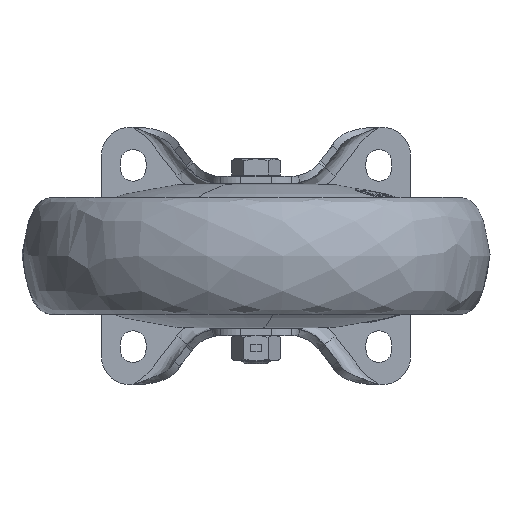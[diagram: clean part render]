
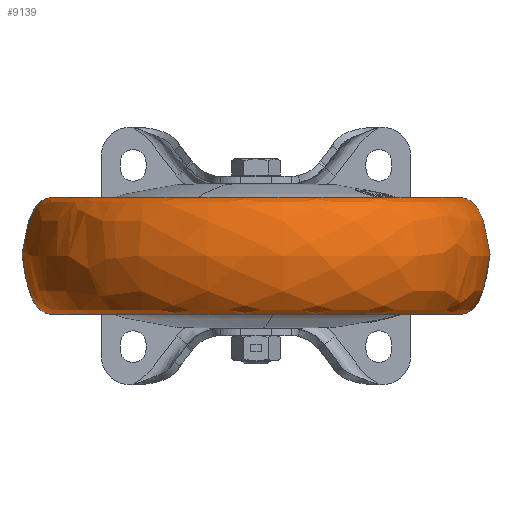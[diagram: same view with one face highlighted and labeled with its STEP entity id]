
A CAD part, front view. The second image highlights one B-rep face of the part: STEP entity #9139.
In plain terms, the highlighted free-form (B-spline) face has degree [3, 3] with [4, 4] control points.
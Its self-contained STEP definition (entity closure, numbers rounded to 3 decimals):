
#25 = CARTESIAN_POINT ( 'NONE',  ( 86.896, -124.735, -120.118 ) ) ;
#392 = CARTESIAN_POINT ( 'NONE',  ( 138.119, -345.249, -70.118 ) ) ;
#627 = CARTESIAN_POINT ( 'NONE',  ( 0., -135., -70.118 ) ) ;
#801 = AXIS2_PLACEMENT_3D ( 'NONE', #627, #20215, #14554 ) ;
#2116 = CARTESIAN_POINT ( 'NONE',  ( -86.896, -145.265, -70.118 ) ) ;
#2745 = CARTESIAN_POINT ( 'NONE',  ( -66.366, -319.057, -120.118 ) ) ;
#2919 = FACE_OUTER_BOUND ( 'NONE', #11292, .T. ) ;
#3094 = CARTESIAN_POINT ( 'NONE',  ( 107.426, -298.527, -120.118 ) ) ;
#3204 = ORIENTED_EDGE ( 'NONE', *, *, #32931, .T. ) ;
#3405 = DIRECTION ( 'NONE',  ( 0., 0., 1. ) ) ;
#4744 =( BOUNDED_SURFACE ( )  B_SPLINE_SURFACE ( 3, 3, ( 
 ( #8029, #2745, #3094, #25 ),
 ( #19796, #19090, #5280, #22184 ),
 ( #11072, #14152, #392, #19443 ),
 ( #25245, #6010, #11426, #22545 ) ),
 .UNSPECIFIED., .F., .F., .T. ) 
 B_SPLINE_SURFACE_WITH_KNOTS ( ( 4, 4 ),
 ( 4, 4 ),
 ( 0., 1. ),
 ( 0., 1. ),
 .UNSPECIFIED. ) 
 GEOMETRIC_REPRESENTATION_ITEM ( )  RATIONAL_B_SPLINE_SURFACE ( (
 ( 1., 0.333, 0.333, 1.),
 ( 0.333, 0.111, 0.111, 0.333),
 ( 0.333, 0.111, 0.111, 0.333),
 ( 1., 0.333, 0.333, 1.) ) ) 
 REPRESENTATION_ITEM ( '' )  SURFACE ( )  );
#5280 = CARTESIAN_POINT ( 'NONE',  ( 138.119, -345.249, -120.118 ) ) ;
#6010 = CARTESIAN_POINT ( 'NONE',  ( -66.366, -319.057, -70.118 ) ) ;
#7040 = VERTEX_POINT ( 'NONE', #20223 ) ;
#7112 = ORIENTED_EDGE ( 'NONE', *, *, #26391, .F. ) ;
#7435 = CARTESIAN_POINT ( 'NONE',  ( 111.723, -121.802, -120.118 ) ) ;
#8029 = CARTESIAN_POINT ( 'NONE',  ( -86.896, -145.265, -120.118 ) ) ;
#9139 = ADVANCED_FACE ( 'NONE', ( #2919 ), #4744, .F. ) ;
#11072 = CARTESIAN_POINT ( 'NONE',  ( -111.723, -148.198, -70.118 ) ) ;
#11264 = CARTESIAN_POINT ( 'NONE',  ( 86.896, -124.735, -120.118 ) ) ;
#11292 = EDGE_LOOP ( 'NONE', ( #19872, #35127, #3204, #7112 ) ) ;
#11426 = CARTESIAN_POINT ( 'NONE',  ( 107.426, -298.527, -70.118 ) ) ;
#12144 = EDGE_CURVE ( 'NONE', #7040, #12628, #28430, .T. ) ;
#12161 = AXIS2_PLACEMENT_3D ( 'NONE', #14463, #3405, #19753 ) ;
#12628 = VERTEX_POINT ( 'NONE', #13598 ) ;
#13225 = CARTESIAN_POINT ( 'NONE',  ( 111.723, -121.802, -70.118 ) ) ;
#13598 = CARTESIAN_POINT ( 'NONE',  ( -86.896, -145.265, -70.118 ) ) ;
#14152 = CARTESIAN_POINT ( 'NONE',  ( -85.328, -371.644, -70.118 ) ) ;
#14463 = CARTESIAN_POINT ( 'NONE',  ( 0., -135., -120.118 ) ) ;
#14554 = DIRECTION ( 'NONE',  ( 0.993, 0.117, 0. ) ) ;
#17485 = VERTEX_POINT ( 'NONE', #33955 ) ;
#18626 = CARTESIAN_POINT ( 'NONE',  ( -111.723, -148.198, -120.118 ) ) ;
#19090 = CARTESIAN_POINT ( 'NONE',  ( -85.328, -371.644, -120.118 ) ) ;
#19443 = CARTESIAN_POINT ( 'NONE',  ( 111.723, -121.802, -70.118 ) ) ;
#19753 = DIRECTION ( 'NONE',  ( 0.993, 0.117, 0. ) ) ;
#19796 = CARTESIAN_POINT ( 'NONE',  ( -111.723, -148.198, -120.118 ) ) ;
#19872 = ORIENTED_EDGE ( 'NONE', *, *, #12144, .F. ) ;
#20215 = DIRECTION ( 'NONE',  ( 0., 0., 1. ) ) ;
#20223 = CARTESIAN_POINT ( 'NONE',  ( -86.896, -145.265, -120.118 ) ) ;
#20354 =( BOUNDED_CURVE ( )  B_SPLINE_CURVE ( 3, ( #30298, #7435, #13225, #32671 ),
 .UNSPECIFIED., .F., .T. ) 
 B_SPLINE_CURVE_WITH_KNOTS ( ( 4, 4 ),
 ( 0., 3.142 ),
 .UNSPECIFIED. ) 
 CURVE ( )  GEOMETRIC_REPRESENTATION_ITEM ( )  RATIONAL_B_SPLINE_CURVE ( ( 1., 0.333, 0.333, 1. ) ) 
 REPRESENTATION_ITEM ( '' )  );
#22184 = CARTESIAN_POINT ( 'NONE',  ( 111.723, -121.802, -120.118 ) ) ;
#22545 = CARTESIAN_POINT ( 'NONE',  ( 86.896, -124.735, -70.118 ) ) ;
#24508 = VERTEX_POINT ( 'NONE', #11264 ) ;
#25245 = CARTESIAN_POINT ( 'NONE',  ( -86.896, -145.265, -70.118 ) ) ;
#26391 = EDGE_CURVE ( 'NONE', #12628, #17485, #34406, .T. ) ;
#27006 = CARTESIAN_POINT ( 'NONE',  ( -111.723, -148.198, -70.118 ) ) ;
#27290 = CIRCLE ( 'NONE', #12161, 87.5 ) ;
#28430 =( BOUNDED_CURVE ( )  B_SPLINE_CURVE ( 3, ( #32286, #18626, #27006, #2116 ),
 .UNSPECIFIED., .F., .F. ) 
 B_SPLINE_CURVE_WITH_KNOTS ( ( 4, 4 ),
 ( 0., 3.142 ),
 .UNSPECIFIED. ) 
 CURVE ( )  GEOMETRIC_REPRESENTATION_ITEM ( )  RATIONAL_B_SPLINE_CURVE ( ( 1., 0.333, 0.333, 1. ) ) 
 REPRESENTATION_ITEM ( '' )  );
#30298 = CARTESIAN_POINT ( 'NONE',  ( 86.896, -124.735, -120.118 ) ) ;
#31966 = EDGE_CURVE ( 'NONE', #7040, #24508, #27290, .T. ) ;
#32286 = CARTESIAN_POINT ( 'NONE',  ( -86.896, -145.265, -120.118 ) ) ;
#32671 = CARTESIAN_POINT ( 'NONE',  ( 86.896, -124.735, -70.118 ) ) ;
#32931 = EDGE_CURVE ( 'NONE', #24508, #17485, #20354, .T. ) ;
#33955 = CARTESIAN_POINT ( 'NONE',  ( 86.896, -124.735, -70.118 ) ) ;
#34406 = CIRCLE ( 'NONE', #801, 87.5 ) ;
#35127 = ORIENTED_EDGE ( 'NONE', *, *, #31966, .T. ) ;
